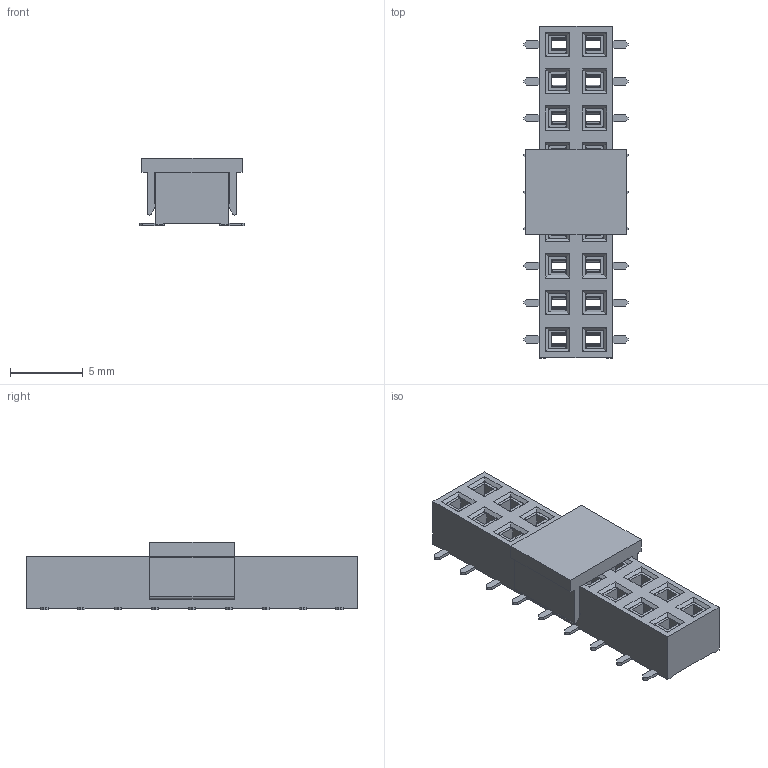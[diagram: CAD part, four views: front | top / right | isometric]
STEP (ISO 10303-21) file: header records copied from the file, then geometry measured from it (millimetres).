
FILE_DESCRIPTION(/* description */ ('Unknown'),/* implementation_level */ '2;1');
FILE_NAME(/* name */ 'J_Wurth_WR-PHD_610318243021',/* time_stamp */ '2025-04-21T13:25:41+08:00',/* author */ ('Unknown'),/* organization */ ('Unknown'),/* preprocessor_version */ 'ST-DEVELOPER v19.4',/* originating_system */ 'Solid Edge',/* authorisation */ 'Unknown');
FILE_SCHEMA (('AUTOMOTIVE_DESIGN {1 0 10303 214 3 1 1}'));
Length unit declared in the file: millimetre
Products named in the file (2): J_Wurth_WR-PHD_610318243021
Assembly tree (1 placements, depth 2):
  J_Wurth_WR-PHD_610318243021
    J_Wurth_WR-PHD_610318243021
Bounding box: 7.2 x 22.86 x 4.68 mm (x, y, z)
Volume: 392.4 mm3; surface area: 1333.8 mm2
Topology: 20 solids, 20 shells, 1544 faces, 4206 edges, 2684 vertices
Faces by surface type: plane 1102, cylinder 442
Entity records: 48350 total; most frequent: CARTESIAN_POINT 8436, ORIENTED_EDGE 8412, DIRECTION 8218, EDGE_CURVE 4206, LINE 3286, VECTOR 3286, VERTEX_POINT 2684, AXIS2_PLACEMENT_3D 2466
